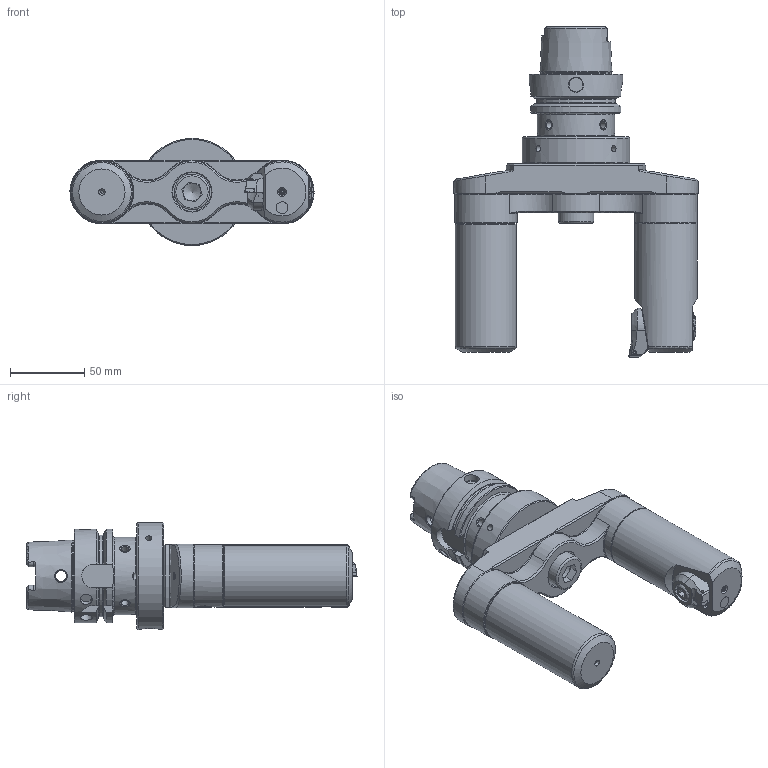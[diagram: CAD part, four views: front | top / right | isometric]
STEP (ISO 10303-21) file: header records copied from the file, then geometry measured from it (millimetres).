
FILE_DESCRIPTION (( 'STEP AP203' ), '1' );
FILE_NAME ('222.420.161.STEP', '2023-05-30T09:31:38', ( '' ), ( '' ), 'SwSTEP 2.0', 'SolidWorks 2017', '' );
FILE_SCHEMA (( 'CONFIG_CONTROL_DESIGN' ));
Length unit declared in the file: millimetre
Products named in the file (30): MB4-F42.K20.090_C; F42-BG2.015.022_A; WCA-ER2.001.006_A; DIN 7984 - M16 x 35; A42-BG3.011.030_C; F42-WCA.001.009_C_fertigbearbeitet; F42-WCA.001.009; A42-BG1.012.006_B; MB4-ER1.001.013_A; CWF-MB4.041.087_A; A42-BG2.011.014_C; HA6-D32.K01.060_E_Fertigbearbeitung; CCMT060204; HA6-D32.K01.060_Schraube DIN 7984; WCA-ER2.001.007_A; A42-BG2.012.005_A; F42-ER1.101.012_A; 222.420.161; D32-ER2.001.022_B; Klebstoff D8; KoU-D32.MB4.161_D_KoU-D32.MB4.161; F42-BG1.014.027-B; KVT_MB_600_050; F42-BG2.014.014_A; LMKAS 22 - ø21.8xø14x0.3; MB4-F42.K21.090_Min mit WP Halter; ISO 4026 - M8 x 6; DIN 6885 - 8x7x16; F42-BG1.011.027_C; A42-BG2.013.005_B
Assembly tree (33 placements, depth 5):
  222.420.161
    KoU-D32.MB4.161_D_KoU-D32.MB4.161
    HA6-D32.K01.060_Schraube DIN 7984
      HA6-D32.K01.060_E_Fertigbearbeitung
      D32-ER2.001.022_B  x2
      DIN 6885 - 8x7x16
    MB4-ER1.001.013_A  x2
    DIN 7984 - M16 x 35
    KVT_MB_600_050  x2
    CWF-MB4.041.087_A
    MB4-F42.K21.090_Min mit WP Halter
      MB4-F42.K20.090_C
      F42-WCA.001.009
        F42-WCA.001.009_C_fertigbearbeitet
        CCMT060204
        WCA-ER2.001.006_A
      F42-ER1.101.012_A
      F42-BG1.014.027-B
        A42-BG2.012.005_A
        A42-BG2.013.005_B
        A42-BG1.012.006_B
        F42-BG2.015.022_A
          A42-BG2.011.014_C
          F42-BG2.014.014_A
        F42-BG1.011.027_C
        LMKAS 22 - ø21.8xø14x0.3  x2
      WCA-ER2.001.007_A
      A42-BG3.011.030_C
      Klebstoff D8
      ISO 4026 - M8 x 6
Bounding box: 163.99 x 221.9 x 72 mm (x, y, z)
Volume: 588924.7 mm3; surface area: 134464.5 mm2
Topology: 30 solids, 30 shells, 1226 faces, 3126 edges, 1983 vertices
Faces by surface type: plane 538, cone 279, cylinder 247, torus 96, bspline 61, sphere 5
Full cylindrical faces by diameter (mm): 2 x1, 2.05 x1, 2.1 x1, 2.5 x3, 2.8 x1, 3 x2, 3.2 x1, 3.3 x4, 3.4 x1, 3.85 x1, 3.9 x1, 4 x2, 4.15 x1, 4.2 x12, 4.6 x2, 5 x12, 6 x6, 6.8 x2, 7.5 x2, 7.95 x1, 8 x8, 8.4 x1, 8.5 x4, 8.6 x1, 9 x1, 9.4 x1, 9.8 x1, 10 x1, 10.2 x1, 10.4 x1
Entity records: 43362 total; most frequent: CARTESIAN_POINT 14959, ORIENTED_EDGE 5136, DIRECTION 4793, EDGE_CURVE 2568, AXIS2_PLACEMENT_3D 1947, VERTEX_POINT 1794, EDGE_LOOP 1564, FACE_OUTER_BOUND 1342
